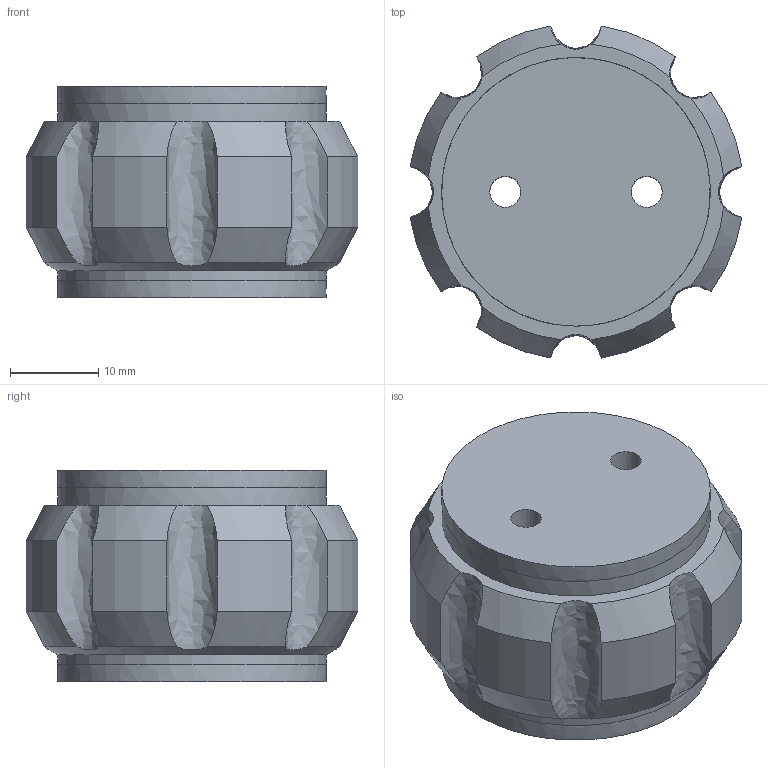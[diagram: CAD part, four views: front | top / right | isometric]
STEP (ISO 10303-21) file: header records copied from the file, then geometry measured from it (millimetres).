
FILE_DESCRIPTION(('STEP AP242'), '1');
FILE_NAME('栺歑緪薤-V2', '', ('UNSPECIFIED'), ('UNSPECIFIED'), 'C3D Converter', 'C3D Toolkit', '');
FILE_SCHEMA(('AP242_MANAGED_MODEL_BASED_3D_ENGINEERING_MIM_LF { 1 0 10303 442 1 1 4 }'));
Length unit declared in the file: millimetre
Products named in the file (2): -01
Assembly tree (1 placements, depth 2):
  (unnamed)
    -01
Bounding box: 37.57 x 37.57 x 24 mm (x, y, z)
Volume: 21339.1 mm3; surface area: 5147.1 mm2
Topology: 1 solids, 1 shells, 50 faces, 138 edges, 91 vertices
Faces by surface type: cone 17, plane 11, cylinder 10, bspline 10, extrusion 2
Full cylindrical faces by diameter (mm): 3.5 x2
Entity records: 3832 total; most frequent: CARTESIAN_POINT 2538, ORIENTED_EDGE 262, DIRECTION 240, EDGE_CURVE 131, AXIS2_PLACEMENT_3D 111, VERTEX_POINT 91, CIRCLE 71, EDGE_LOOP 62
